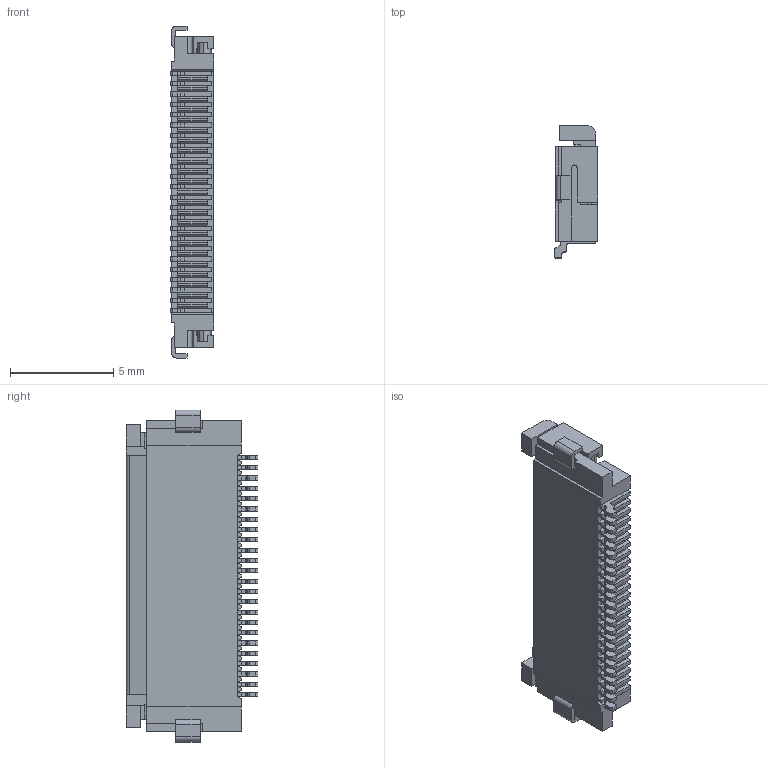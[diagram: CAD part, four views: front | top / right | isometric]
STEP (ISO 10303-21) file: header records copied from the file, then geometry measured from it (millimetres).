
FILE_DESCRIPTION(/* description */ (''),/* implementation_level */ '2;1');
FILE_NAME(/* name */ 'FH12-24S-0.5SH_55_ v1.step',/* time_stamp */ '2022-01-10T08:21:15+01:00',/* author */ (''),/* organization */ (''),/* preprocessor_version */ 'ST-DEVELOPER v18.1',/* originating_system */ 'Autodesk Translation Framework v10.10.0.1391',/* authorisation */ '');
FILE_SCHEMA (('AUTOMOTIVE_DESIGN { 1 0 10303 214 3 1 1 }'));
Length unit declared in the file: millimetre
Products named in the file (2): FH12-24S-0.5SH_55_; FH12-24S-0.5SH_Èª
Assembly tree (1 placements, depth 2):
  FH12-24S-0.5SH_55_
    FH12-24S-0.5SH_Èª
Bounding box: 2.1 x 6.4 x 16.1 mm (x, y, z)
Volume: 123.5 mm3; surface area: 431.3 mm2
Topology: 1 solids, 1 shells, 914 faces, 2644 edges, 1726 vertices
Faces by surface type: plane 752, cylinder 162
Entity records: 29666 total; most frequent: ORIENTED_EDGE 5288, CARTESIAN_POINT 5287, DIRECTION 4804, EDGE_CURVE 2644, LINE 2318, VECTOR 2318, VERTEX_POINT 1726, AXIS2_PLACEMENT_3D 1243
